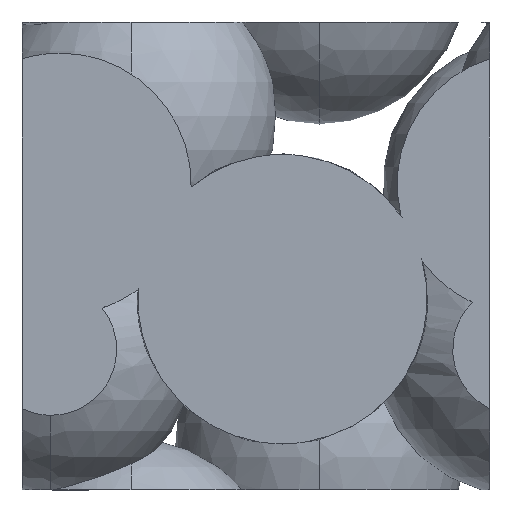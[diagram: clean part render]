
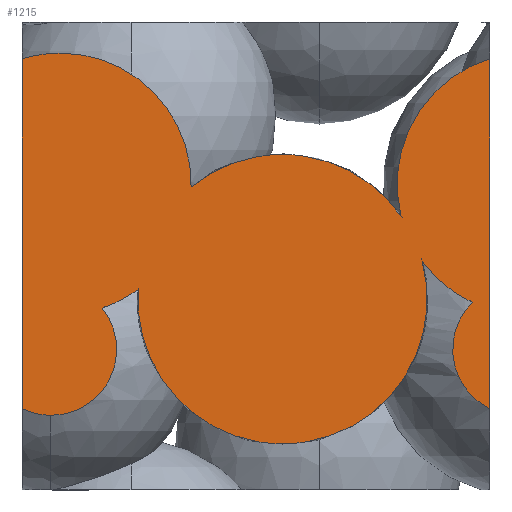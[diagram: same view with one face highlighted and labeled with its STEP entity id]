
A CAD part, left-side view. The second image highlights one B-rep face of the part: STEP entity #1215.
In plain terms, the highlighted planar face has unit normal (-1, 0, 0).
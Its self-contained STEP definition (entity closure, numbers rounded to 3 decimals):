
#373 = VERTEX_POINT('',#374);
#374 = CARTESIAN_POINT('',(0.,1000.,173.583));
#381 = EDGE_CURVE('',#373,#382,#384,.T.);
#382 = VERTEX_POINT('',#383);
#383 = CARTESIAN_POINT('',(0.,1000.,921.416));
#384 = LINE('',#385,#386);
#385 = CARTESIAN_POINT('',(0.,1000.,0.));
#386 = VECTOR('',#387,1.);
#387 = DIRECTION('',(0.,0.,1.));
#566 = VERTEX_POINT('',#567);
#567 = CARTESIAN_POINT('',(0.,828.431,388.582));
#574 = EDGE_CURVE('',#566,#575,#577,.T.);
#575 = VERTEX_POINT('',#576);
#576 = CARTESIAN_POINT('',(0.,938.58,
    159.504));
#577 = CIRCLE('',#578,141.02);
#578 = AXIS2_PLACEMENT_3D('',#579,#580,#581);
#579 = CARTESIAN_POINT('',(0.,938.58,300.525));
#580 = DIRECTION('',(1.,0.,-0.));
#581 = DIRECTION('',(0.,0.,1.));
#613 = EDGE_CURVE('',#575,#373,#614,.T.);
#614 = CIRCLE('',#615,141.02);
#615 = AXIS2_PLACEMENT_3D('',#616,#617,#618);
#616 = CARTESIAN_POINT('',(0.,938.58,300.525));
#617 = DIRECTION('',(1.,0.,-0.));
#618 = DIRECTION('',(0.,0.,1.));
#633 = VERTEX_POINT('',#634);
#634 = CARTESIAN_POINT('',(0.,38.032,
    400.505));
#687 = VERTEX_POINT('',#688);
#688 = CARTESIAN_POINT('',(0.,0.,173.583));
#695 = EDGE_CURVE('',#687,#633,#696,.T.);
#696 = CIRCLE('',#697,141.02);
#697 = AXIS2_PLACEMENT_3D('',#698,#699,#700);
#698 = CARTESIAN_POINT('',(0.,-61.42,300.525));
#699 = DIRECTION('',(1.,0.,-0.));
#700 = DIRECTION('',(0.,0.,1.));
#1184 = EDGE_CURVE('',#382,#1185,#1187,.T.);
#1185 = VERTEX_POINT('',#1186);
#1186 = CARTESIAN_POINT('',(0.,918.494,
    933.545));
#1187 = CIRCLE('',#1188,279.924);
#1188 = AXIS2_PLACEMENT_3D('',#1189,#1190,#1191);
#1189 = CARTESIAN_POINT('',(0.,918.494,653.621));
#1190 = DIRECTION('',(1.,0.,-0.));
#1191 = DIRECTION('',(0.,0.,1.));
#1215 = ADVANCED_FACE('',(#1216),#1299,.F.);
#1216 = FACE_BOUND('',#1217,.F.);
#1217 = EDGE_LOOP('',(#1218,#1226,#1227,#1236,#1245,#1254,#1261,#1262,
    #1263,#1264,#1265,#1274,#1283,#1292));
#1218 = ORIENTED_EDGE('',*,*,#1219,.F.);
#1219 = EDGE_CURVE('',#687,#1220,#1222,.T.);
#1220 = VERTEX_POINT('',#1221);
#1221 = CARTESIAN_POINT('',(0.,0.,921.416));
#1222 = LINE('',#1223,#1224);
#1223 = CARTESIAN_POINT('',(0.,0.,0.));
#1224 = VECTOR('',#1225,1.);
#1225 = DIRECTION('',(0.,0.,1.));
#1226 = ORIENTED_EDGE('',*,*,#695,.T.);
#1227 = ORIENTED_EDGE('',*,*,#1228,.T.);
#1228 = EDGE_CURVE('',#633,#1229,#1231,.T.);
#1229 = VERTEX_POINT('',#1230);
#1230 = CARTESIAN_POINT('',(0.,145.061,489.23));
#1231 = CIRCLE('',#1232,279.924);
#1232 = AXIS2_PLACEMENT_3D('',#1233,#1234,#1235);
#1233 = CARTESIAN_POINT('',(0.,-81.506,653.621));
#1234 = DIRECTION('',(1.,0.,-0.));
#1235 = DIRECTION('',(0.,0.,1.));
#1236 = ORIENTED_EDGE('',*,*,#1237,.T.);
#1237 = EDGE_CURVE('',#1229,#1238,#1240,.T.);
#1238 = VERTEX_POINT('',#1239);
#1239 = CARTESIAN_POINT('',(0.,443.362,
    98.588));
#1240 = CIRCLE('',#1241,309.215);
#1241 = AXIS2_PLACEMENT_3D('',#1242,#1243,#1244);
#1242 = CARTESIAN_POINT('',(0.,443.362,407.803));
#1243 = DIRECTION('',(1.,0.,-0.));
#1244 = DIRECTION('',(0.,0.,1.));
#1245 = ORIENTED_EDGE('',*,*,#1246,.T.);
#1246 = EDGE_CURVE('',#1238,#1247,#1249,.T.);
#1247 = VERTEX_POINT('',#1248);
#1248 = CARTESIAN_POINT('',(0.,751.87,
    428.69));
#1249 = CIRCLE('',#1250,309.215);
#1250 = AXIS2_PLACEMENT_3D('',#1251,#1252,#1253);
#1251 = CARTESIAN_POINT('',(0.,443.362,407.803));
#1252 = DIRECTION('',(1.,0.,-0.));
#1253 = DIRECTION('',(0.,0.,1.));
#1254 = ORIENTED_EDGE('',*,*,#1255,.T.);
#1255 = EDGE_CURVE('',#1247,#566,#1256,.T.);
#1256 = CIRCLE('',#1257,279.924);
#1257 = AXIS2_PLACEMENT_3D('',#1258,#1259,#1260);
#1258 = CARTESIAN_POINT('',(0.,918.494,653.621));
#1259 = DIRECTION('',(1.,0.,-0.));
#1260 = DIRECTION('',(0.,0.,1.));
#1261 = ORIENTED_EDGE('',*,*,#574,.T.);
#1262 = ORIENTED_EDGE('',*,*,#613,.T.);
#1263 = ORIENTED_EDGE('',*,*,#381,.T.);
#1264 = ORIENTED_EDGE('',*,*,#1184,.T.);
#1265 = ORIENTED_EDGE('',*,*,#1266,.T.);
#1266 = EDGE_CURVE('',#1185,#1267,#1269,.T.);
#1267 = VERTEX_POINT('',#1268);
#1268 = CARTESIAN_POINT('',(0.,638.636,
    647.556));
#1269 = CIRCLE('',#1270,279.924);
#1270 = AXIS2_PLACEMENT_3D('',#1271,#1272,#1273);
#1271 = CARTESIAN_POINT('',(0.,918.494,653.621));
#1272 = DIRECTION('',(1.,0.,-0.));
#1273 = DIRECTION('',(0.,0.,1.));
#1274 = ORIENTED_EDGE('',*,*,#1275,.T.);
#1275 = EDGE_CURVE('',#1267,#1276,#1278,.T.);
#1276 = VERTEX_POINT('',#1277);
#1277 = CARTESIAN_POINT('',(0.,443.362,
    717.017));
#1278 = CIRCLE('',#1279,309.215);
#1279 = AXIS2_PLACEMENT_3D('',#1280,#1281,#1282);
#1280 = CARTESIAN_POINT('',(0.,443.362,407.803));
#1281 = DIRECTION('',(1.,0.,-0.));
#1282 = DIRECTION('',(0.,0.,1.));
#1283 = ORIENTED_EDGE('',*,*,#1284,.T.);
#1284 = EDGE_CURVE('',#1276,#1285,#1287,.T.);
#1285 = VERTEX_POINT('',#1286);
#1286 = CARTESIAN_POINT('',(0.,189.831,584.822));
#1287 = CIRCLE('',#1288,309.215);
#1288 = AXIS2_PLACEMENT_3D('',#1289,#1290,#1291);
#1289 = CARTESIAN_POINT('',(0.,443.362,407.803));
#1290 = DIRECTION('',(1.,0.,-0.));
#1291 = DIRECTION('',(0.,0.,1.));
#1292 = ORIENTED_EDGE('',*,*,#1293,.T.);
#1293 = EDGE_CURVE('',#1285,#1220,#1294,.T.);
#1294 = CIRCLE('',#1295,279.924);
#1295 = AXIS2_PLACEMENT_3D('',#1296,#1297,#1298);
#1296 = CARTESIAN_POINT('',(0.,-81.506,653.621));
#1297 = DIRECTION('',(1.,0.,-0.));
#1298 = DIRECTION('',(0.,0.,1.));
#1299 = PLANE('',#1300);
#1300 = AXIS2_PLACEMENT_3D('',#1301,#1302,#1303);
#1301 = CARTESIAN_POINT('',(0.,0.,0.));
#1302 = DIRECTION('',(1.,0.,0.));
#1303 = DIRECTION('',(0.,0.,1.));
